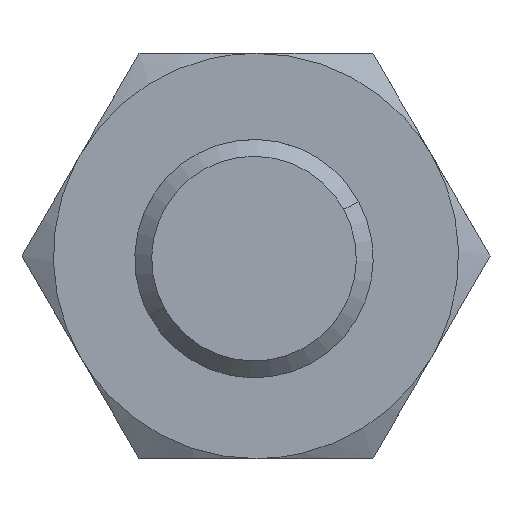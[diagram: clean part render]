
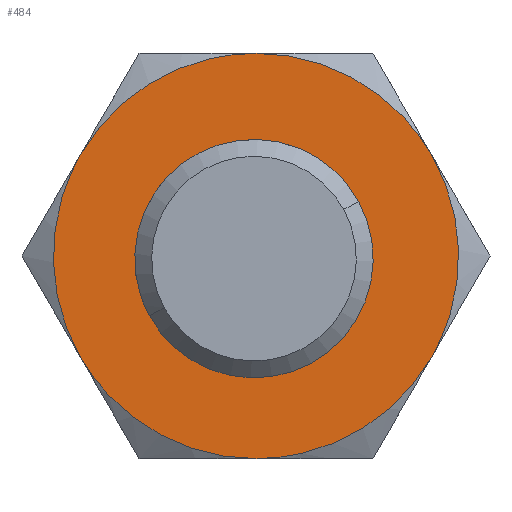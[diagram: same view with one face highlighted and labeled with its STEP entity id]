
A CAD part, left-side view. The second image highlights one B-rep face of the part: STEP entity #484.
In plain terms, the highlighted face is planar.
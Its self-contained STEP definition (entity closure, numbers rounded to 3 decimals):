
#310=CARTESIAN_POINT('Axis2P3D Location',(0.,0.,-8.)) ;
#314=CARTESIAN_POINT('Vertex',(-4.3,0.,-8.)) ;
#316=CARTESIAN_POINT('Vertex',(4.3,0.,-8.)) ;
#345=CARTESIAN_POINT('Axis2P3D Location',(-17.,0.,-8.)) ;
#351=CARTESIAN_POINT('Control Point',(-8.5,0.,-8.)) ;
#352=CARTESIAN_POINT('Control Point',(-8.5,-0.857,-8.)) ;
#353=CARTESIAN_POINT('Control Point',(-8.392,-1.714,-8.)) ;
#354=CARTESIAN_POINT('Control Point',(-8.176,-2.553,-8.)) ;
#355=CARTESIAN_POINT('Control Point',(-7.537,-4.158,-8.)) ;
#356=CARTESIAN_POINT('Control Point',(-6.52,-5.554,-8.)) ;
#357=CARTESIAN_POINT('Control Point',(-5.926,-6.184,-8.)) ;
#358=CARTESIAN_POINT('Control Point',(-5.207,-6.775,-8.)) ;
#359=CARTESIAN_POINT('Control Point',(-4.421,-7.26,-8.)) ;
#360=CARTESIAN_POINT('Control Point',(-4.365,-7.294,-8.)) ;
#361=CARTESIAN_POINT('Control Point',(-4.307,-7.328,-8.)) ;
#362=CARTESIAN_POINT('Control Point',(-4.25,-7.361,-8.)) ;
#363=CARTESIAN_POINT('Vertex',(-8.5,0.,-8.)) ;
#365=CARTESIAN_POINT('Vertex',(-4.25,-7.361,-8.)) ;
#369=CARTESIAN_POINT('Control Point',(-4.25,7.361,-8.)) ;
#370=CARTESIAN_POINT('Control Point',(-4.992,6.933,-8.)) ;
#371=CARTESIAN_POINT('Control Point',(-5.68,6.411,-8.)) ;
#372=CARTESIAN_POINT('Control Point',(-6.299,5.804,-8.)) ;
#373=CARTESIAN_POINT('Control Point',(-7.369,4.449,-8.)) ;
#374=CARTESIAN_POINT('Control Point',(-8.07,2.87,-8.)) ;
#375=CARTESIAN_POINT('Control Point',(-8.319,2.04,-8.)) ;
#376=CARTESIAN_POINT('Control Point',(-8.471,1.122,-8.)) ;
#377=CARTESIAN_POINT('Control Point',(-8.498,0.199,-8.)) ;
#378=CARTESIAN_POINT('Control Point',(-8.499,0.133,-8.)) ;
#379=CARTESIAN_POINT('Control Point',(-8.5,0.066,-8.)) ;
#380=CARTESIAN_POINT('Control Point',(-8.5,0.,-8.)) ;
#381=CARTESIAN_POINT('Vertex',(-4.25,7.361,-8.)) ;
#385=CARTESIAN_POINT('Control Point',(4.25,7.361,-8.)) ;
#386=CARTESIAN_POINT('Control Point',(3.508,7.79,-8.)) ;
#387=CARTESIAN_POINT('Control Point',(2.712,8.125,-8.)) ;
#388=CARTESIAN_POINT('Control Point',(1.877,8.357,-8.)) ;
#389=CARTESIAN_POINT('Control Point',(0.168,8.606,-8.)) ;
#390=CARTESIAN_POINT('Control Point',(-1.55,8.424,-8.)) ;
#391=CARTESIAN_POINT('Control Point',(-2.393,8.224,-8.)) ;
#392=CARTESIAN_POINT('Control Point',(-3.264,7.897,-8.)) ;
#393=CARTESIAN_POINT('Control Point',(-4.077,7.459,-8.)) ;
#394=CARTESIAN_POINT('Control Point',(-4.135,7.427,-8.)) ;
#395=CARTESIAN_POINT('Control Point',(-4.193,7.394,-8.)) ;
#396=CARTESIAN_POINT('Control Point',(-4.25,7.361,-8.)) ;
#397=CARTESIAN_POINT('Vertex',(4.25,7.361,-8.)) ;
#401=CARTESIAN_POINT('Control Point',(8.5,0.,-8.)) ;
#402=CARTESIAN_POINT('Control Point',(8.5,0.857,-8.)) ;
#403=CARTESIAN_POINT('Control Point',(8.392,1.714,-8.)) ;
#404=CARTESIAN_POINT('Control Point',(8.176,2.553,-8.)) ;
#405=CARTESIAN_POINT('Control Point',(7.537,4.158,-8.)) ;
#406=CARTESIAN_POINT('Control Point',(6.52,5.554,-8.)) ;
#407=CARTESIAN_POINT('Control Point',(5.926,6.184,-8.)) ;
#408=CARTESIAN_POINT('Control Point',(5.207,6.775,-8.)) ;
#409=CARTESIAN_POINT('Control Point',(4.421,7.26,-8.)) ;
#410=CARTESIAN_POINT('Control Point',(4.365,7.294,-8.)) ;
#411=CARTESIAN_POINT('Control Point',(4.307,7.328,-8.)) ;
#412=CARTESIAN_POINT('Control Point',(4.25,7.361,-8.)) ;
#413=CARTESIAN_POINT('Vertex',(8.5,0.,-8.)) ;
#417=CARTESIAN_POINT('Control Point',(4.25,-7.361,-8.)) ;
#418=CARTESIAN_POINT('Control Point',(4.992,-6.933,-8.)) ;
#419=CARTESIAN_POINT('Control Point',(5.68,-6.411,-8.)) ;
#420=CARTESIAN_POINT('Control Point',(6.299,-5.804,-8.)) ;
#421=CARTESIAN_POINT('Control Point',(7.369,-4.449,-8.)) ;
#422=CARTESIAN_POINT('Control Point',(8.07,-2.87,-8.)) ;
#423=CARTESIAN_POINT('Control Point',(8.319,-2.04,-8.)) ;
#424=CARTESIAN_POINT('Control Point',(8.471,-1.122,-8.)) ;
#425=CARTESIAN_POINT('Control Point',(8.498,-0.199,-8.)) ;
#426=CARTESIAN_POINT('Control Point',(8.499,-0.133,-8.)) ;
#427=CARTESIAN_POINT('Control Point',(8.5,-0.066,-8.)) ;
#428=CARTESIAN_POINT('Control Point',(8.5,0.,-8.)) ;
#429=CARTESIAN_POINT('Vertex',(4.25,-7.361,-8.)) ;
#433=CARTESIAN_POINT('Control Point',(-4.25,-7.361,-8.)) ;
#434=CARTESIAN_POINT('Control Point',(-3.508,-7.79,-8.)) ;
#435=CARTESIAN_POINT('Control Point',(-2.712,-8.125,-8.)) ;
#436=CARTESIAN_POINT('Control Point',(-1.877,-8.357,-8.)) ;
#437=CARTESIAN_POINT('Control Point',(-0.168,-8.606,-8.)) ;
#438=CARTESIAN_POINT('Control Point',(1.55,-8.424,-8.)) ;
#439=CARTESIAN_POINT('Control Point',(2.393,-8.224,-8.)) ;
#440=CARTESIAN_POINT('Control Point',(3.264,-7.897,-8.)) ;
#441=CARTESIAN_POINT('Control Point',(4.077,-7.459,-8.)) ;
#442=CARTESIAN_POINT('Control Point',(4.135,-7.427,-8.)) ;
#443=CARTESIAN_POINT('Control Point',(4.193,-7.394,-8.)) ;
#444=CARTESIAN_POINT('Control Point',(4.25,-7.361,-8.)) ;
#455=CARTESIAN_POINT('Control Point',(4.3,0.,-8.)) ;
#456=CARTESIAN_POINT('Control Point',(4.3,0.406,-8.)) ;
#457=CARTESIAN_POINT('Control Point',(4.252,0.813,-8.)) ;
#458=CARTESIAN_POINT('Control Point',(4.156,1.212,-8.)) ;
#459=CARTESIAN_POINT('Control Point',(3.872,1.979,-8.)) ;
#460=CARTESIAN_POINT('Control Point',(3.416,2.659,-8.)) ;
#461=CARTESIAN_POINT('Control Point',(3.149,2.97,-8.)) ;
#462=CARTESIAN_POINT('Control Point',(2.547,3.524,-8.)) ;
#463=CARTESIAN_POINT('Control Point',(1.832,3.922,-8.)) ;
#464=CARTESIAN_POINT('Control Point',(1.452,4.078,-8.)) ;
#465=CARTESIAN_POINT('Control Point',(0.664,4.297,-8.)) ;
#466=CARTESIAN_POINT('Control Point',(-0.154,4.326,-8.)) ;
#467=CARTESIAN_POINT('Control Point',(-0.563,4.292,-8.)) ;
#468=CARTESIAN_POINT('Control Point',(-1.364,4.128,-8.)) ;
#469=CARTESIAN_POINT('Control Point',(-2.106,3.782,-8.)) ;
#470=CARTESIAN_POINT('Control Point',(-2.454,3.566,-8.)) ;
#471=CARTESIAN_POINT('Control Point',(-3.094,3.055,-8.)) ;
#472=CARTESIAN_POINT('Control Point',(-3.596,2.409,-8.)) ;
#473=CARTESIAN_POINT('Control Point',(-3.808,2.058,-8.)) ;
#474=CARTESIAN_POINT('Control Point',(-4.086,1.443,-8.)) ;
#475=CARTESIAN_POINT('Control Point',(-4.239,0.789,-8.)) ;
#476=CARTESIAN_POINT('Control Point',(-4.28,0.527,-8.)) ;
#477=CARTESIAN_POINT('Control Point',(-4.3,0.264,-8.)) ;
#478=CARTESIAN_POINT('Control Point',(-4.3,0.,-8.)) ;
#311=DIRECTION('Axis2P3D Direction',(0.,0.,1.)) ;
#346=DIRECTION('Axis2P3D Direction',(0.,0.,-1.)) ;
#347=DIRECTION('Axis2P3D XDirection',(-1.,0.,0.)) ;
#312=AXIS2_PLACEMENT_3D('Circle Axis2P3D',#310,#311,$) ;
#348=AXIS2_PLACEMENT_3D('Plane Axis2P3D',#345,#346,#347) ;
#447=ORIENTED_EDGE('',*,*,#367,.F.) ;
#448=ORIENTED_EDGE('',*,*,#383,.F.) ;
#449=ORIENTED_EDGE('',*,*,#399,.F.) ;
#450=ORIENTED_EDGE('',*,*,#415,.F.) ;
#451=ORIENTED_EDGE('',*,*,#431,.F.) ;
#452=ORIENTED_EDGE('',*,*,#445,.F.) ;
#481=ORIENTED_EDGE('',*,*,#479,.T.) ;
#482=ORIENTED_EDGE('',*,*,#318,.T.) ;
#483=FACE_BOUND('',#480,.T.) ;
#484=ADVANCED_FACE('Ecrou hexagonal pas m\X2\00E9\X0\trique',(#453,#483),#349,.T.) ;
#350=B_SPLINE_CURVE_WITH_KNOTS('',5,(#351,#352,#353,#354,#355,#356,#357,#358,#359,#360,#361,#362),.UNSPECIFIED.,.F.,.U.,(6,3,3,6),(0.,6.075,12.15,12.62),.UNSPECIFIED.) ;
#368=B_SPLINE_CURVE_WITH_KNOTS('',5,(#369,#370,#371,#372,#373,#374,#375,#376,#377,#378,#379,#380),.UNSPECIFIED.,.F.,.U.,(6,3,3,6),(0.,6.075,12.15,12.62),.UNSPECIFIED.) ;
#384=B_SPLINE_CURVE_WITH_KNOTS('',5,(#385,#386,#387,#388,#389,#390,#391,#392,#393,#394,#395,#396),.UNSPECIFIED.,.F.,.U.,(6,3,3,6),(0.,6.075,12.15,12.62),.UNSPECIFIED.) ;
#400=B_SPLINE_CURVE_WITH_KNOTS('',5,(#401,#402,#403,#404,#405,#406,#407,#408,#409,#410,#411,#412),.UNSPECIFIED.,.F.,.U.,(6,3,3,6),(0.,6.075,12.15,12.62),.UNSPECIFIED.) ;
#416=B_SPLINE_CURVE_WITH_KNOTS('',5,(#417,#418,#419,#420,#421,#422,#423,#424,#425,#426,#427,#428),.UNSPECIFIED.,.F.,.U.,(6,3,3,6),(0.,6.075,12.15,12.62),.UNSPECIFIED.) ;
#432=B_SPLINE_CURVE_WITH_KNOTS('',5,(#433,#434,#435,#436,#437,#438,#439,#440,#441,#442,#443,#444),.UNSPECIFIED.,.F.,.U.,(6,3,3,6),(0.,6.075,12.15,12.62),.UNSPECIFIED.) ;
#454=B_SPLINE_CURVE_WITH_KNOTS('',5,(#455,#456,#457,#458,#459,#460,#461,#462,#463,#464,#465,#466,#467,#468,#469,#470,#471,#472,#473,#474,#475,#476,#477,#478),.UNSPECIFIED.,.F.,.U.,(6,3,3,3,3,3,3,6),(0.,2.88,5.759,8.639,11.518,14.398,17.277,19.146),.UNSPECIFIED.) ;
#313=CIRCLE('generated circle',#312,4.3) ;
#318=EDGE_CURVE('',#315,#317,#313,.T.) ;
#367=EDGE_CURVE('',#364,#366,#350,.T.) ;
#383=EDGE_CURVE('',#382,#364,#368,.T.) ;
#399=EDGE_CURVE('',#398,#382,#384,.T.) ;
#415=EDGE_CURVE('',#414,#398,#400,.T.) ;
#431=EDGE_CURVE('',#430,#414,#416,.T.) ;
#445=EDGE_CURVE('',#366,#430,#432,.T.) ;
#479=EDGE_CURVE('',#317,#315,#454,.T.) ;
#446=EDGE_LOOP('',(#447,#448,#449,#450,#451,#452)) ;
#480=EDGE_LOOP('',(#481,#482)) ;
#453=FACE_OUTER_BOUND('',#446,.T.) ;
#349=PLANE('Plane',#348) ;
#315=VERTEX_POINT('',#314) ;
#317=VERTEX_POINT('',#316) ;
#364=VERTEX_POINT('',#363) ;
#366=VERTEX_POINT('',#365) ;
#382=VERTEX_POINT('',#381) ;
#398=VERTEX_POINT('',#397) ;
#414=VERTEX_POINT('',#413) ;
#430=VERTEX_POINT('',#429) ;
